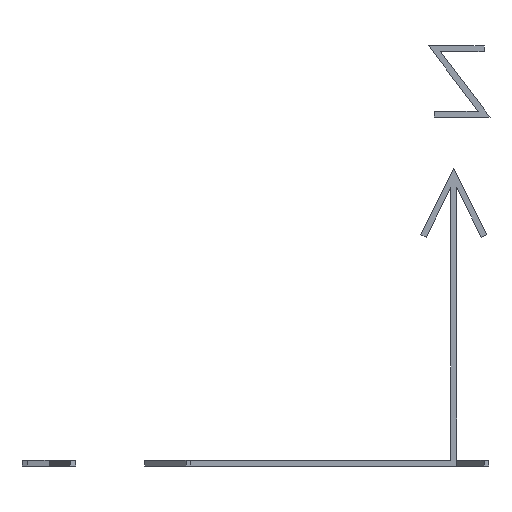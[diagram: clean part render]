
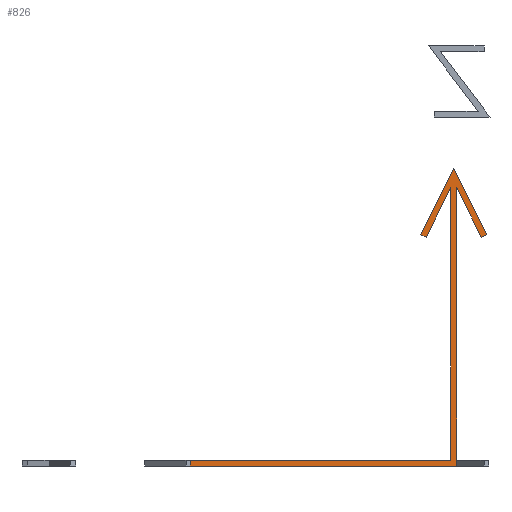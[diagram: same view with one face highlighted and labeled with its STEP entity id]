
A CAD part, left-side view. The second image highlights one B-rep face of the part: STEP entity #826.
In plain terms, the highlighted planar face has unit normal (-1, 0, 0).
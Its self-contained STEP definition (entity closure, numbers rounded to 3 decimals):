
#184=CARTESIAN_POINT('Vertex',(-0.5,51.106,1.)) ;
#187=CARTESIAN_POINT('Line Origine',(-0.5,25.803,1.)) ;
#191=CARTESIAN_POINT('Vertex',(-0.5,0.5,1.)) ;
#509=CARTESIAN_POINT('Vertex',(-0.5,0.5,47.7)) ;
#514=CARTESIAN_POINT('Line Origine',(-0.5,2.62,43.435)) ;
#518=CARTESIAN_POINT('Vertex',(-0.5,4.74,39.17)) ;
#540=CARTESIAN_POINT('Line Origine',(-0.5,0.5,24.35)) ;
#562=CARTESIAN_POINT('Line Origine',(-0.5,5.188,39.393)) ;
#566=CARTESIAN_POINT('Vertex',(-0.5,5.636,39.615)) ;
#638=CARTESIAN_POINT('Line Origine',(-0.5,2.818,45.284)) ;
#642=CARTESIAN_POINT('Vertex',(-0.5,0.,50.952)) ;
#662=CARTESIAN_POINT('Line Origine',(-0.5,-2.818,45.284)) ;
#666=CARTESIAN_POINT('Vertex',(-0.5,-5.636,39.615)) ;
#686=CARTESIAN_POINT('Line Origine',(-0.5,-5.188,39.393)) ;
#690=CARTESIAN_POINT('Vertex',(-0.5,-4.74,39.17)) ;
#710=CARTESIAN_POINT('Line Origine',(-0.5,-2.62,43.435)) ;
#714=CARTESIAN_POINT('Vertex',(-0.5,-0.5,47.7)) ;
#738=CARTESIAN_POINT('Vertex',(-0.5,-0.5,0.)) ;
#743=CARTESIAN_POINT('Line Origine',(-0.5,25.303,0.)) ;
#747=CARTESIAN_POINT('Vertex',(-0.5,51.106,0.)) ;
#789=CARTESIAN_POINT('Line Origine',(-0.5,-0.5,23.85)) ;
#803=CARTESIAN_POINT('Axis2P3D Location',(-0.5,-0.5,0.)) ;
#808=CARTESIAN_POINT('Line Origine',(-0.5,51.106,0.5)) ;
#188=DIRECTION('Vector Direction',(0.,1.,0.)) ;
#515=DIRECTION('Vector Direction',(0.,0.445,-0.895)) ;
#541=DIRECTION('Vector Direction',(0.,0.,1.)) ;
#563=DIRECTION('Vector Direction',(0.,0.895,0.445)) ;
#639=DIRECTION('Vector Direction',(0.,0.445,-0.895)) ;
#663=DIRECTION('Vector Direction',(0.,-0.445,-0.895)) ;
#687=DIRECTION('Vector Direction',(0.,0.895,-0.445)) ;
#711=DIRECTION('Vector Direction',(0.,-0.445,-0.895)) ;
#744=DIRECTION('Vector Direction',(0.,1.,0.)) ;
#790=DIRECTION('Vector Direction',(0.,0.,1.)) ;
#804=DIRECTION('Axis2P3D Direction',(1.,0.,0.)) ;
#805=DIRECTION('Axis2P3D XDirection',(0.,1.,0.)) ;
#809=DIRECTION('Vector Direction',(0.,0.,1.)) ;
#806=AXIS2_PLACEMENT_3D('Plane Axis2P3D',#803,#804,#805) ;
#814=ORIENTED_EDGE('',*,*,#716,.T.) ;
#815=ORIENTED_EDGE('',*,*,#692,.F.) ;
#816=ORIENTED_EDGE('',*,*,#668,.F.) ;
#817=ORIENTED_EDGE('',*,*,#644,.T.) ;
#818=ORIENTED_EDGE('',*,*,#568,.F.) ;
#819=ORIENTED_EDGE('',*,*,#520,.F.) ;
#820=ORIENTED_EDGE('',*,*,#544,.F.) ;
#821=ORIENTED_EDGE('',*,*,#193,.T.) ;
#822=ORIENTED_EDGE('',*,*,#812,.F.) ;
#823=ORIENTED_EDGE('',*,*,#749,.F.) ;
#824=ORIENTED_EDGE('',*,*,#793,.T.) ;
#189=VECTOR('Line Direction',#188,1.) ;
#516=VECTOR('Line Direction',#515,1.) ;
#542=VECTOR('Line Direction',#541,1.) ;
#564=VECTOR('Line Direction',#563,1.) ;
#640=VECTOR('Line Direction',#639,1.) ;
#664=VECTOR('Line Direction',#663,1.) ;
#688=VECTOR('Line Direction',#687,1.) ;
#712=VECTOR('Line Direction',#711,1.) ;
#745=VECTOR('Line Direction',#744,1.) ;
#791=VECTOR('Line Direction',#790,1.) ;
#810=VECTOR('Line Direction',#809,1.) ;
#826=ADVANCED_FACE('PartBody',(#825),#807,.F.) ;
#193=EDGE_CURVE('',#192,#185,#190,.T.) ;
#520=EDGE_CURVE('',#510,#519,#517,.T.) ;
#544=EDGE_CURVE('',#192,#510,#543,.T.) ;
#568=EDGE_CURVE('',#519,#567,#565,.T.) ;
#644=EDGE_CURVE('',#643,#567,#641,.T.) ;
#668=EDGE_CURVE('',#643,#667,#665,.T.) ;
#692=EDGE_CURVE('',#667,#691,#689,.T.) ;
#716=EDGE_CURVE('',#715,#691,#713,.T.) ;
#749=EDGE_CURVE('',#739,#748,#746,.T.) ;
#793=EDGE_CURVE('',#739,#715,#792,.T.) ;
#812=EDGE_CURVE('',#748,#185,#811,.T.) ;
#813=EDGE_LOOP('',(#814,#815,#816,#817,#818,#819,#820,#821,#822,#823,#824)) ;
#825=FACE_OUTER_BOUND('',#813,.T.) ;
#190=LINE('Line',#187,#189) ;
#517=LINE('Line',#514,#516) ;
#543=LINE('Line',#540,#542) ;
#565=LINE('Line',#562,#564) ;
#641=LINE('Line',#638,#640) ;
#665=LINE('Line',#662,#664) ;
#689=LINE('Line',#686,#688) ;
#713=LINE('Line',#710,#712) ;
#746=LINE('Line',#743,#745) ;
#792=LINE('Line',#789,#791) ;
#811=LINE('Line',#808,#810) ;
#807=PLANE('Plane',#806) ;
#185=VERTEX_POINT('',#184) ;
#192=VERTEX_POINT('',#191) ;
#510=VERTEX_POINT('',#509) ;
#519=VERTEX_POINT('',#518) ;
#567=VERTEX_POINT('',#566) ;
#643=VERTEX_POINT('',#642) ;
#667=VERTEX_POINT('',#666) ;
#691=VERTEX_POINT('',#690) ;
#715=VERTEX_POINT('',#714) ;
#739=VERTEX_POINT('',#738) ;
#748=VERTEX_POINT('',#747) ;
